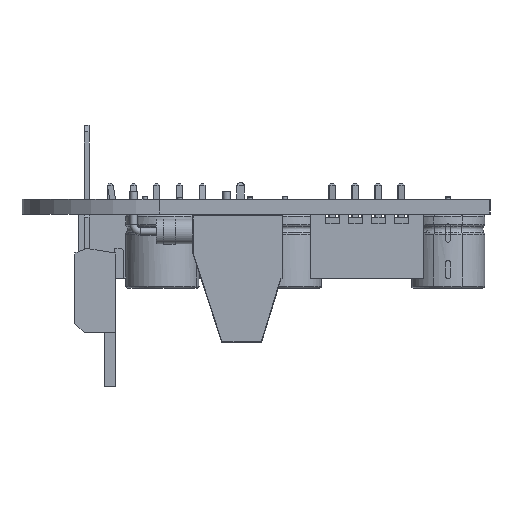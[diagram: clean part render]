
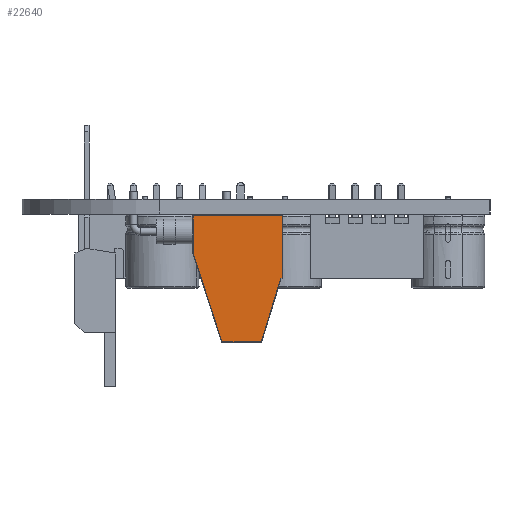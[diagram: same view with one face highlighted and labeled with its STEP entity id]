
A CAD part, left-side view. The second image highlights one B-rep face of the part: STEP entity #22640.
In plain terms, the highlighted face is planar.
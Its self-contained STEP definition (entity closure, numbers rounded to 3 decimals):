
#21735 = CYLINDRICAL_SURFACE('',#21736,0.05);
#21736 = AXIS2_PLACEMENT_3D('',#21737,#21738,#21739);
#21737 = CARTESIAN_POINT('',(7.57,-4.352,6.985));
#21738 = DIRECTION('',(0.,0.291,0.957));
#21739 = DIRECTION('',(1.,0.,0.));
#21833 = VERTEX_POINT('',#21834);
#21834 = CARTESIAN_POINT('',(7.62,-4.363,6.95));
#21871 = CYLINDRICAL_SURFACE('',#21872,0.05);
#21872 = AXIS2_PLACEMENT_3D('',#21873,#21874,#21875);
#21873 = CARTESIAN_POINT('',(7.57,-4.6,6.95));
#21874 = DIRECTION('',(0.,1.,0.));
#21875 = DIRECTION('',(1.,0.,0.));
#21905 = EDGE_CURVE('',#21833,#21906,#21908,.T.);
#21906 = VERTEX_POINT('',#21907);
#21907 = CARTESIAN_POINT('',(7.62,-2.263,13.85));
#21908 = SURFACE_CURVE('',#21909,(#21913,#21920),.PCURVE_S1.);
#21909 = LINE('',#21910,#21911);
#21910 = CARTESIAN_POINT('',(7.62,-4.352,6.985));
#21911 = VECTOR('',#21912,1.);
#21912 = DIRECTION('',(0.,0.291,0.957));
#21913 = PCURVE('',#21735,#21914);
#21914 = DEFINITIONAL_REPRESENTATION('',(#21915),#21919);
#21915 = LINE('',#21916,#21917);
#21916 = CARTESIAN_POINT('',(6.283,0.));
#21917 = VECTOR('',#21918,1.);
#21918 = DIRECTION('',(0.,1.));
#21919 = ( GEOMETRIC_REPRESENTATION_CONTEXT(2) 
PARAMETRIC_REPRESENTATION_CONTEXT() REPRESENTATION_CONTEXT('2D SPACE',''
  ) );
#21920 = PCURVE('',#21921,#21926);
#21921 = PLANE('',#21922);
#21922 = AXIS2_PLACEMENT_3D('',#21923,#21924,#21925);
#21923 = CARTESIAN_POINT('',(7.62,0.097,6.175));
#21924 = DIRECTION('',(-1.,0.,0.));
#21925 = DIRECTION('',(0.,0.,-1.));
#21926 = DEFINITIONAL_REPRESENTATION('',(#21927),#21931);
#21927 = LINE('',#21928,#21929);
#21928 = CARTESIAN_POINT('',(-0.811,4.449));
#21929 = VECTOR('',#21930,1.);
#21930 = DIRECTION('',(-0.957,-0.291));
#21931 = ( GEOMETRIC_REPRESENTATION_CONTEXT(2) 
PARAMETRIC_REPRESENTATION_CONTEXT() REPRESENTATION_CONTEXT('2D SPACE',''
  ) );
#22508 = CYLINDRICAL_SURFACE('',#22509,0.05);
#22509 = AXIS2_PLACEMENT_3D('',#22510,#22511,#22512);
#22510 = CARTESIAN_POINT('',(7.57,-2.3,13.85));
#22511 = DIRECTION('',(0.,1.,0.));
#22512 = DIRECTION('',(1.,0.,0.));
#22545 = EDGE_CURVE('',#22546,#21833,#22548,.T.);
#22546 = VERTEX_POINT('',#22547);
#22547 = CARTESIAN_POINT('',(7.62,-4.55,6.95));
#22548 = SURFACE_CURVE('',#22549,(#22553,#22560),.PCURVE_S1.);
#22549 = LINE('',#22550,#22551);
#22550 = CARTESIAN_POINT('',(7.62,-4.6,6.95));
#22551 = VECTOR('',#22552,1.);
#22552 = DIRECTION('',(0.,1.,0.));
#22553 = PCURVE('',#21871,#22554);
#22554 = DEFINITIONAL_REPRESENTATION('',(#22555),#22559);
#22555 = LINE('',#22556,#22557);
#22556 = CARTESIAN_POINT('',(6.283,0.));
#22557 = VECTOR('',#22558,1.);
#22558 = DIRECTION('',(0.,1.));
#22559 = ( GEOMETRIC_REPRESENTATION_CONTEXT(2) 
PARAMETRIC_REPRESENTATION_CONTEXT() REPRESENTATION_CONTEXT('2D SPACE',''
  ) );
#22560 = PCURVE('',#21921,#22561);
#22561 = DEFINITIONAL_REPRESENTATION('',(#22562),#22566);
#22562 = LINE('',#22563,#22564);
#22563 = CARTESIAN_POINT('',(-0.775,4.697));
#22564 = VECTOR('',#22565,1.);
#22565 = DIRECTION('',(0.,-1.));
#22566 = ( GEOMETRIC_REPRESENTATION_CONTEXT(2) 
PARAMETRIC_REPRESENTATION_CONTEXT() REPRESENTATION_CONTEXT('2D SPACE',''
  ) );
#22607 = CYLINDRICAL_SURFACE('',#22608,0.05);
#22608 = AXIS2_PLACEMENT_3D('',#22609,#22610,#22611);
#22609 = CARTESIAN_POINT('',(7.57,-4.55,0.1));
#22610 = DIRECTION('',(0.,0.,1.));
#22611 = DIRECTION('',(0.,-1.,0.));
#22640 = ADVANCED_FACE('',(#22641),#21921,.F.);
#22641 = FACE_BOUND('',#22642,.F.);
#22642 = EDGE_LOOP('',(#22643,#22666,#22667,#22668,#22691,#22719,#22747)
  );
#22643 = ORIENTED_EDGE('',*,*,#22644,.T.);
#22644 = EDGE_CURVE('',#22645,#22546,#22647,.T.);
#22645 = VERTEX_POINT('',#22646);
#22646 = CARTESIAN_POINT('',(7.62,-4.55,0.15));
#22647 = SURFACE_CURVE('',#22648,(#22652,#22659),.PCURVE_S1.);
#22648 = LINE('',#22649,#22650);
#22649 = CARTESIAN_POINT('',(7.62,-4.55,0.1));
#22650 = VECTOR('',#22651,1.);
#22651 = DIRECTION('',(0.,0.,1.));
#22652 = PCURVE('',#21921,#22653);
#22653 = DEFINITIONAL_REPRESENTATION('',(#22654),#22658);
#22654 = LINE('',#22655,#22656);
#22655 = CARTESIAN_POINT('',(6.075,4.647));
#22656 = VECTOR('',#22657,1.);
#22657 = DIRECTION('',(-1.,0.));
#22658 = ( GEOMETRIC_REPRESENTATION_CONTEXT(2) 
PARAMETRIC_REPRESENTATION_CONTEXT() REPRESENTATION_CONTEXT('2D SPACE',''
  ) );
#22659 = PCURVE('',#22607,#22660);
#22660 = DEFINITIONAL_REPRESENTATION('',(#22661),#22665);
#22661 = LINE('',#22662,#22663);
#22662 = CARTESIAN_POINT('',(1.571,0.));
#22663 = VECTOR('',#22664,1.);
#22664 = DIRECTION('',(0.,1.));
#22665 = ( GEOMETRIC_REPRESENTATION_CONTEXT(2) 
PARAMETRIC_REPRESENTATION_CONTEXT() REPRESENTATION_CONTEXT('2D SPACE',''
  ) );
#22666 = ORIENTED_EDGE('',*,*,#22545,.T.);
#22667 = ORIENTED_EDGE('',*,*,#21905,.T.);
#22668 = ORIENTED_EDGE('',*,*,#22669,.T.);
#22669 = EDGE_CURVE('',#21906,#22670,#22672,.T.);
#22670 = VERTEX_POINT('',#22671);
#22671 = CARTESIAN_POINT('',(7.62,2.044,13.85));
#22672 = SURFACE_CURVE('',#22673,(#22677,#22684),.PCURVE_S1.);
#22673 = LINE('',#22674,#22675);
#22674 = CARTESIAN_POINT('',(7.62,-2.3,13.85));
#22675 = VECTOR('',#22676,1.);
#22676 = DIRECTION('',(0.,1.,0.));
#22677 = PCURVE('',#21921,#22678);
#22678 = DEFINITIONAL_REPRESENTATION('',(#22679),#22683);
#22679 = LINE('',#22680,#22681);
#22680 = CARTESIAN_POINT('',(-7.675,2.397));
#22681 = VECTOR('',#22682,1.);
#22682 = DIRECTION('',(0.,-1.));
#22683 = ( GEOMETRIC_REPRESENTATION_CONTEXT(2) 
PARAMETRIC_REPRESENTATION_CONTEXT() REPRESENTATION_CONTEXT('2D SPACE',''
  ) );
#22684 = PCURVE('',#22508,#22685);
#22685 = DEFINITIONAL_REPRESENTATION('',(#22686),#22690);
#22686 = LINE('',#22687,#22688);
#22687 = CARTESIAN_POINT('',(6.283,0.));
#22688 = VECTOR('',#22689,1.);
#22689 = DIRECTION('',(0.,1.));
#22690 = ( GEOMETRIC_REPRESENTATION_CONTEXT(2) 
PARAMETRIC_REPRESENTATION_CONTEXT() REPRESENTATION_CONTEXT('2D SPACE',''
  ) );
#22691 = ORIENTED_EDGE('',*,*,#22692,.T.);
#22692 = EDGE_CURVE('',#22670,#22693,#22695,.T.);
#22693 = VERTEX_POINT('',#22694);
#22694 = CARTESIAN_POINT('',(7.62,5.15,4.232));
#22695 = SURFACE_CURVE('',#22696,(#22700,#22707),.PCURVE_S1.);
#22696 = LINE('',#22697,#22698);
#22697 = CARTESIAN_POINT('',(7.62,2.032,13.885));
#22698 = VECTOR('',#22699,1.);
#22699 = DIRECTION('',(0.,0.307,-0.952));
#22700 = PCURVE('',#21921,#22701);
#22701 = DEFINITIONAL_REPRESENTATION('',(#22702),#22706);
#22702 = LINE('',#22703,#22704);
#22703 = CARTESIAN_POINT('',(-7.71,-1.936));
#22704 = VECTOR('',#22705,1.);
#22705 = DIRECTION('',(0.952,-0.307));
#22706 = ( GEOMETRIC_REPRESENTATION_CONTEXT(2) 
PARAMETRIC_REPRESENTATION_CONTEXT() REPRESENTATION_CONTEXT('2D SPACE',''
  ) );
#22707 = PCURVE('',#22708,#22713);
#22708 = CYLINDRICAL_SURFACE('',#22709,0.05);
#22709 = AXIS2_PLACEMENT_3D('',#22710,#22711,#22712);
#22710 = CARTESIAN_POINT('',(7.57,2.032,13.885));
#22711 = DIRECTION('',(0.,0.307,-0.952));
#22712 = DIRECTION('',(1.,0.,0.));
#22713 = DEFINITIONAL_REPRESENTATION('',(#22714),#22718);
#22714 = LINE('',#22715,#22716);
#22715 = CARTESIAN_POINT('',(6.283,0.));
#22716 = VECTOR('',#22717,1.);
#22717 = DIRECTION('',(0.,1.));
#22718 = ( GEOMETRIC_REPRESENTATION_CONTEXT(2) 
PARAMETRIC_REPRESENTATION_CONTEXT() REPRESENTATION_CONTEXT('2D SPACE',''
  ) );
#22719 = ORIENTED_EDGE('',*,*,#22720,.T.);
#22720 = EDGE_CURVE('',#22693,#22721,#22723,.T.);
#22721 = VERTEX_POINT('',#22722);
#22722 = CARTESIAN_POINT('',(7.62,5.15,0.15));
#22723 = SURFACE_CURVE('',#22724,(#22728,#22735),.PCURVE_S1.);
#22724 = LINE('',#22725,#22726);
#22725 = CARTESIAN_POINT('',(7.62,5.15,4.24));
#22726 = VECTOR('',#22727,1.);
#22727 = DIRECTION('',(0.,0.,-1.));
#22728 = PCURVE('',#21921,#22729);
#22729 = DEFINITIONAL_REPRESENTATION('',(#22730),#22734);
#22730 = LINE('',#22731,#22732);
#22731 = CARTESIAN_POINT('',(1.935,-5.053));
#22732 = VECTOR('',#22733,1.);
#22733 = DIRECTION('',(1.,0.));
#22734 = ( GEOMETRIC_REPRESENTATION_CONTEXT(2) 
PARAMETRIC_REPRESENTATION_CONTEXT() REPRESENTATION_CONTEXT('2D SPACE',''
  ) );
#22735 = PCURVE('',#22736,#22741);
#22736 = CYLINDRICAL_SURFACE('',#22737,0.05);
#22737 = AXIS2_PLACEMENT_3D('',#22738,#22739,#22740);
#22738 = CARTESIAN_POINT('',(7.57,5.15,4.24));
#22739 = DIRECTION('',(0.,0.,-1.));
#22740 = DIRECTION('',(1.,0.,0.));
#22741 = DEFINITIONAL_REPRESENTATION('',(#22742),#22746);
#22742 = LINE('',#22743,#22744);
#22743 = CARTESIAN_POINT('',(6.283,0.));
#22744 = VECTOR('',#22745,1.);
#22745 = DIRECTION('',(0.,1.));
#22746 = ( GEOMETRIC_REPRESENTATION_CONTEXT(2) 
PARAMETRIC_REPRESENTATION_CONTEXT() REPRESENTATION_CONTEXT('2D SPACE',''
  ) );
#22747 = ORIENTED_EDGE('',*,*,#22748,.T.);
#22748 = EDGE_CURVE('',#22721,#22645,#22749,.T.);
#22749 = SURFACE_CURVE('',#22750,(#22754,#22761),.PCURVE_S1.);
#22750 = LINE('',#22751,#22752);
#22751 = CARTESIAN_POINT('',(7.62,5.2,0.15));
#22752 = VECTOR('',#22753,1.);
#22753 = DIRECTION('',(0.,-1.,0.));
#22754 = PCURVE('',#21921,#22755);
#22755 = DEFINITIONAL_REPRESENTATION('',(#22756),#22760);
#22756 = LINE('',#22757,#22758);
#22757 = CARTESIAN_POINT('',(6.025,-5.103));
#22758 = VECTOR('',#22759,1.);
#22759 = DIRECTION('',(0.,1.));
#22760 = ( GEOMETRIC_REPRESENTATION_CONTEXT(2) 
PARAMETRIC_REPRESENTATION_CONTEXT() REPRESENTATION_CONTEXT('2D SPACE',''
  ) );
#22761 = PCURVE('',#22762,#22767);
#22762 = CYLINDRICAL_SURFACE('',#22763,0.05);
#22763 = AXIS2_PLACEMENT_3D('',#22764,#22765,#22766);
#22764 = CARTESIAN_POINT('',(7.57,5.2,0.15));
#22765 = DIRECTION('',(0.,-1.,0.));
#22766 = DIRECTION('',(-0.,-0.,-1.));
#22767 = DEFINITIONAL_REPRESENTATION('',(#22768),#22772);
#22768 = LINE('',#22769,#22770);
#22769 = CARTESIAN_POINT('',(1.571,0.));
#22770 = VECTOR('',#22771,1.);
#22771 = DIRECTION('',(0.,1.));
#22772 = ( GEOMETRIC_REPRESENTATION_CONTEXT(2) 
PARAMETRIC_REPRESENTATION_CONTEXT() REPRESENTATION_CONTEXT('2D SPACE',''
  ) );
